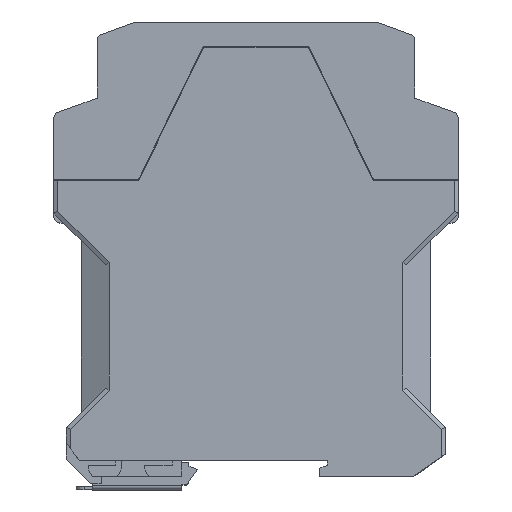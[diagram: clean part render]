
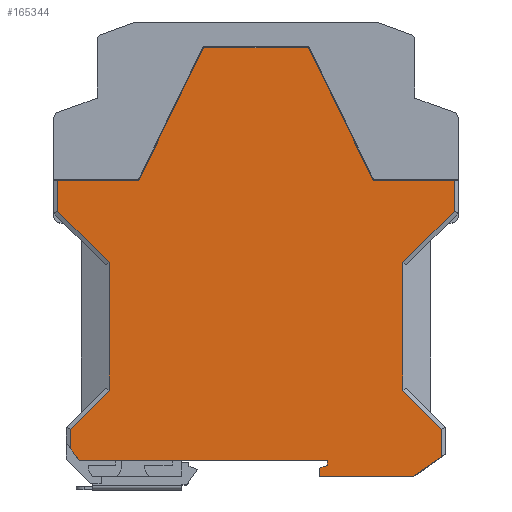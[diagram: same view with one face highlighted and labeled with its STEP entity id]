
A CAD part, top view. The second image highlights one B-rep face of the part: STEP entity #165344.
In plain terms, the highlighted planar face has unit normal (0, 0, 1).
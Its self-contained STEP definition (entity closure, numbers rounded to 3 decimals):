
#33483=DIRECTION('',(1.,0.,0.));
#33484=VECTOR('',#33483,60.739);
#33485=CARTESIAN_POINT('',(-59.775,-8.578,
45.));
#33486=LINE('',#33485,#33484);
#34019=DIRECTION('',(1.,0.,0.));
#34020=VECTOR('',#34019,23.044);
#34021=CARTESIAN_POINT('',(-0.936,-12.476,
45.));
#34022=LINE('',#34021,#34020);
#34039=DIRECTION('',(0.,-1.,0.));
#34040=VECTOR('',#34039,2.007);
#34041=CARTESIAN_POINT('',(-0.936,-10.469,45.));
#34042=LINE('',#34041,#34040);
#35079=DIRECTION('',(-1.,0.,0.));
#35080=VECTOR('',#35079,19.847);
#35081=CARTESIAN_POINT('',(-45.189,60.022,
45.));
#35082=LINE('',#35081,#35080);
#35763=DIRECTION('',(-1.,0.,0.));
#35764=VECTOR('',#35763,19.847);
#35765=CARTESIAN_POINT('',(31.964,60.022,45.));
#35766=LINE('',#35765,#35764);
#36136=DIRECTION('',(0.,1.,0.));
#36137=VECTOR('',#36136,31.171);
#36138=CARTESIAN_POINT('',(19.385,8.637,45.));
#36139=LINE('',#36138,#36137);
#36152=DIRECTION('',(0.,1.,0.));
#36153=VECTOR('',#36152,6.737);
#36154=CARTESIAN_POINT('',(28.963,-7.678,
45.));
#36155=LINE('',#36154,#36153);
#36156=DIRECTION('',(0.707,-0.707,0.));
#36157=VECTOR('',#36156,13.545);
#36158=CARTESIAN_POINT('',(19.385,8.637,45.));
#36159=LINE('',#36158,#36157);
#36160=DIRECTION('',(-0.819,-0.573,0.));
#36161=VECTOR('',#36160,8.367);
#36162=CARTESIAN_POINT('',(28.963,-7.678,
45.));
#36163=LINE('',#36162,#36161);
#36164=DIRECTION('',(0.94,0.342,0.));
#36165=VECTOR('',#36164,2.022);
#36166=CARTESIAN_POINT('',(-0.936,-10.469,45.));
#36167=LINE('',#36166,#36165);
#36168=DIRECTION('',(-0.596,0.803,0.));
#36169=VECTOR('',#36168,3.793);
#36170=CARTESIAN_POINT('',(-59.775,-8.578,
45.));
#36171=LINE('',#36170,#36169);
#36172=DIRECTION('',(0.707,0.707,0.));
#36173=VECTOR('',#36172,13.545);
#36174=CARTESIAN_POINT('',(-62.035,-0.941,
45.));
#36175=LINE('',#36174,#36173);
#36176=DIRECTION('',(-0.707,0.707,0.));
#36177=VECTOR('',#36176,17.789);
#36178=CARTESIAN_POINT('',(-52.457,39.808,
45.));
#36179=LINE('',#36178,#36177);
#36180=DIRECTION('',(0.438,0.899,0.));
#36181=VECTOR('',#36180,36.048);
#36182=CARTESIAN_POINT('',(-45.189,60.022,
45.));
#36183=LINE('',#36182,#36181);
#36184=DIRECTION('',(0.438,-0.899,0.));
#36185=VECTOR('',#36184,36.048);
#36186=CARTESIAN_POINT('',(-3.686,92.422,
45.));
#36187=LINE('',#36186,#36185);
#36188=DIRECTION('',(-0.707,-0.707,0.));
#36189=VECTOR('',#36188,17.789);
#36190=CARTESIAN_POINT('',(31.964,52.387,45.));
#36191=LINE('',#36190,#36189);
#36220=DIRECTION('',(0.,-1.,0.));
#36221=VECTOR('',#36220,1.2);
#36222=CARTESIAN_POINT('',(0.964,-8.578,
45.));
#36223=LINE('',#36222,#36221);
#36256=DIRECTION('',(0.,-1.,0.));
#36257=VECTOR('',#36256,4.59);
#36258=CARTESIAN_POINT('',(-62.035,-0.941,
45.));
#36259=LINE('',#36258,#36257);
#36780=DIRECTION('',(0.,-1.,0.));
#36781=VECTOR('',#36780,7.636);
#36782=CARTESIAN_POINT('',(-65.036,60.022,
45.));
#36783=LINE('',#36782,#36781);
#36796=DIRECTION('',(0.,-1.,0.));
#36797=VECTOR('',#36796,31.171);
#36798=CARTESIAN_POINT('',(-52.457,39.808,
45.));
#36799=LINE('',#36798,#36797);
#39973=DIRECTION('',(-1.,0.,0.));
#39974=VECTOR('',#39973,25.7);
#39975=CARTESIAN_POINT('',(-3.686,92.422,
45.));
#39976=LINE('',#39975,#39974);
#39981=DIRECTION('',(0.,1.,0.));
#39982=VECTOR('',#39981,7.636);
#39983=CARTESIAN_POINT('',(31.964,52.387,45.));
#39984=LINE('',#39983,#39982);
#76429=CARTESIAN_POINT('',(19.385,8.637,45.));
#76430=CARTESIAN_POINT('',(28.963,-0.941,
45.));
#76431=VERTEX_POINT('',#76429);
#76432=VERTEX_POINT('',#76430);
#76433=CARTESIAN_POINT('',(28.963,-7.678,
45.));
#76434=VERTEX_POINT('',#76433);
#76435=CARTESIAN_POINT('',(22.108,-12.476,
45.));
#76436=VERTEX_POINT('',#76435);
#76437=CARTESIAN_POINT('',(-0.936,-12.476,
45.));
#76438=VERTEX_POINT('',#76437);
#76439=CARTESIAN_POINT('',(-0.936,-10.469,45.));
#76440=VERTEX_POINT('',#76439);
#76441=CARTESIAN_POINT('',(0.964,-9.778,
45.));
#76442=VERTEX_POINT('',#76441);
#76443=CARTESIAN_POINT('',(0.964,-8.578,
45.));
#76444=VERTEX_POINT('',#76443);
#76445=CARTESIAN_POINT('',(-59.775,-8.578,
45.));
#76446=CARTESIAN_POINT('',(-62.035,-5.531,
45.));
#76447=VERTEX_POINT('',#76445);
#76448=VERTEX_POINT('',#76446);
#76449=CARTESIAN_POINT('',(-62.035,-0.941,
45.));
#76450=VERTEX_POINT('',#76449);
#76451=CARTESIAN_POINT('',(-52.457,8.637,
45.));
#76452=VERTEX_POINT('',#76451);
#76453=CARTESIAN_POINT('',(-52.457,39.808,
45.));
#76454=CARTESIAN_POINT('',(-65.036,52.387,
45.));
#76455=VERTEX_POINT('',#76453);
#76456=VERTEX_POINT('',#76454);
#76457=CARTESIAN_POINT('',(-65.036,60.022,
45.));
#76458=VERTEX_POINT('',#76457);
#76459=CARTESIAN_POINT('',(-3.686,92.422,
45.));
#76460=CARTESIAN_POINT('',(-29.386,92.422,
45.));
#76461=VERTEX_POINT('',#76459);
#76462=VERTEX_POINT('',#76460);
#76463=CARTESIAN_POINT('',(31.964,52.387,45.));
#76464=CARTESIAN_POINT('',(31.964,60.022,45.));
#76465=VERTEX_POINT('',#76463);
#76466=VERTEX_POINT('',#76464);
#76467=CARTESIAN_POINT('',(19.385,39.808,45.));
#76468=VERTEX_POINT('',#76467);
#76816=CARTESIAN_POINT('',(-45.189,60.022,
45.));
#76817=VERTEX_POINT('',#76816);
#76965=CARTESIAN_POINT('',(12.116,60.022,45.));
#76966=VERTEX_POINT('',#76965);
#165302=CARTESIAN_POINT('',(-16.536,39.972,
45.));
#165303=DIRECTION('',(0.,0.,1.));
#165304=DIRECTION('',(-1.,0.,0.));
#165305=AXIS2_PLACEMENT_3D('',#165302,#165303,#165304);
#165306=PLANE('',#165305);
#165307=ORIENTED_EDGE('',*,*,#165267,.F.);
#165308=ORIENTED_EDGE('',*,*,#165284,.T.);
#165309=ORIENTED_EDGE('',*,*,#165295,.F.);
#165310=ORIENTED_EDGE('',*,*,#161742,.T.);
#165311=ORIENTED_EDGE('',*,*,#161760,.F.);
#165312=ORIENTED_EDGE('',*,*,#161778,.F.);
#165314=ORIENTED_EDGE('',*,*,#165313,.T.);
#165316=ORIENTED_EDGE('',*,*,#165315,.F.);
#165317=ORIENTED_EDGE('',*,*,#160777,.F.);
#165319=ORIENTED_EDGE('',*,*,#165318,.T.);
#165321=ORIENTED_EDGE('',*,*,#165320,.F.);
#165323=ORIENTED_EDGE('',*,*,#165322,.T.);
#165325=ORIENTED_EDGE('',*,*,#165324,.F.);
#165327=ORIENTED_EDGE('',*,*,#165326,.T.);
#165329=ORIENTED_EDGE('',*,*,#165328,.F.);
#165330=ORIENTED_EDGE('',*,*,#163475,.F.);
#165332=ORIENTED_EDGE('',*,*,#165331,.T.);
#165334=ORIENTED_EDGE('',*,*,#165333,.F.);
#165336=ORIENTED_EDGE('',*,*,#165335,.T.);
#165337=ORIENTED_EDGE('',*,*,#164481,.F.);
#165339=ORIENTED_EDGE('',*,*,#165338,.F.);
#165341=ORIENTED_EDGE('',*,*,#165340,.T.);
#165342=EDGE_LOOP('',(#165307,#165308,#165309,#165310,#165311,#165312,#165314,
#165316,#165317,#165319,#165321,#165323,#165325,#165327,#165329,#165330,#165332,
#165334,#165336,#165337,#165339,#165341));
#165343=FACE_OUTER_BOUND('',#165342,.F.);
#160777=EDGE_CURVE('',#76447,#76444,#33486,.T.);
#161742=EDGE_CURVE('',#76434,#76436,#36163,.T.);
#161760=EDGE_CURVE('',#76438,#76436,#34022,.T.);
#161778=EDGE_CURVE('',#76440,#76438,#34042,.T.);
#163475=EDGE_CURVE('',#76817,#76458,#35082,.T.);
#164481=EDGE_CURVE('',#76466,#76966,#35766,.T.);
#165267=EDGE_CURVE('',#76431,#76468,#36139,.T.);
#165284=EDGE_CURVE('',#76431,#76432,#36159,.T.);
#165295=EDGE_CURVE('',#76434,#76432,#36155,.T.);
#165313=EDGE_CURVE('',#76440,#76442,#36167,.T.);
#165315=EDGE_CURVE('',#76444,#76442,#36223,.T.);
#165318=EDGE_CURVE('',#76447,#76448,#36171,.T.);
#165320=EDGE_CURVE('',#76450,#76448,#36259,.T.);
#165322=EDGE_CURVE('',#76450,#76452,#36175,.T.);
#165324=EDGE_CURVE('',#76455,#76452,#36799,.T.);
#165326=EDGE_CURVE('',#76455,#76456,#36179,.T.);
#165328=EDGE_CURVE('',#76458,#76456,#36783,.T.);
#165331=EDGE_CURVE('',#76817,#76462,#36183,.T.);
#165333=EDGE_CURVE('',#76461,#76462,#39976,.T.);
#165335=EDGE_CURVE('',#76461,#76966,#36187,.T.);
#165338=EDGE_CURVE('',#76465,#76466,#39984,.T.);
#165340=EDGE_CURVE('',#76465,#76468,#36191,.T.);
#165344=ADVANCED_FACE('',(#165343),#165306,.T.);
